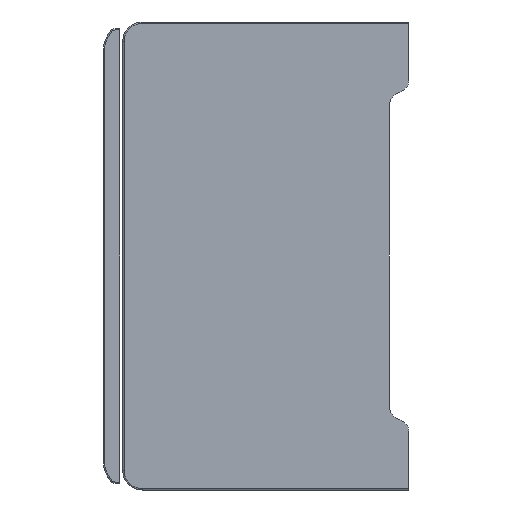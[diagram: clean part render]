
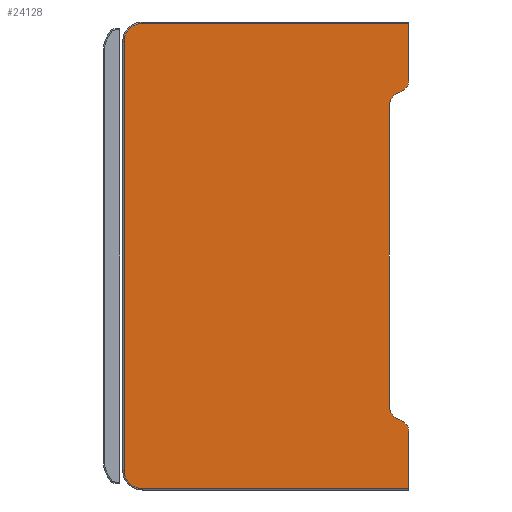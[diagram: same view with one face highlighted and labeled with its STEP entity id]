
A CAD part, left-side view. The second image highlights one B-rep face of the part: STEP entity #24128.
In plain terms, the highlighted planar face has unit normal (-1, 0, 0).
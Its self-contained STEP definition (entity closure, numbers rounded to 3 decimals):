
#4304=CARTESIAN_POINT('',(-88.,1.,23.113));
#4305=DIRECTION('',(1.,0.,0.));
#4306=DIRECTION('',(0.,1.,0.));
#4307=AXIS2_PLACEMENT_3D('',#4304,#4305,#4306);
#4309=DIRECTION('',(0.,0.,1.));
#4310=VECTOR('',#4309,46.226);
#4311=CARTESIAN_POINT('',(-88.,3.,-23.113));
#4312=LINE('',#4311,#4310);
#4313=CARTESIAN_POINT('',(-88.,1.,-23.113));
#4314=DIRECTION('',(1.,0.,0.));
#4315=DIRECTION('',(0.,0.5,-0.866));
#4316=AXIS2_PLACEMENT_3D('',#4313,#4314,#4315);
#4318=DIRECTION('',(0.,0.866,0.5));
#4319=VECTOR('',#4318,1.309);
#4320=CARTESIAN_POINT('',(-88.,0.866,-25.5));
#4321=LINE('',#4320,#4319);
#4322=CARTESIAN_POINT('',(-88.,1.732,-27.));
#4323=DIRECTION('',(1.,0.,0.));
#4324=DIRECTION('',(0.,-0.5,0.866));
#4325=AXIS2_PLACEMENT_3D('',#4322,#4323,#4324);
#4327=DIRECTION('',(0.,0.,-1.));
#4328=VECTOR('',#4327,8.8);
#4329=CARTESIAN_POINT('',(-88.,0.,-27.));
#4330=LINE('',#4329,#4328);
#4331=DIRECTION('',(0.,1.,0.));
#4332=VECTOR('',#4331,41.);
#4333=CARTESIAN_POINT('',(-88.,0.,-35.8));
#4334=LINE('',#4333,#4332);
#4335=CARTESIAN_POINT('',(-88.,41.,-33.));
#4336=DIRECTION('',(1.,0.,0.));
#4337=DIRECTION('',(0.,0.,-1.));
#4338=AXIS2_PLACEMENT_3D('',#4335,#4336,#4337);
#4340=DIRECTION('',(0.,0.,1.));
#4341=VECTOR('',#4340,66.);
#4342=CARTESIAN_POINT('',(-88.,43.8,-33.));
#4343=LINE('',#4342,#4341);
#4344=CARTESIAN_POINT('',(-88.,41.,33.));
#4345=DIRECTION('',(1.,0.,0.));
#4346=DIRECTION('',(0.,1.,0.));
#4347=AXIS2_PLACEMENT_3D('',#4344,#4345,#4346);
#4349=DIRECTION('',(0.,-1.,0.));
#4350=VECTOR('',#4349,41.);
#4351=CARTESIAN_POINT('',(-88.,41.,35.8));
#4352=LINE('',#4351,#4350);
#4353=DIRECTION('',(0.,0.,-1.));
#4354=VECTOR('',#4353,8.8);
#4355=CARTESIAN_POINT('',(-88.,0.,35.8));
#4356=LINE('',#4355,#4354);
#4357=CARTESIAN_POINT('',(-88.,1.732,27.));
#4358=DIRECTION('',(1.,0.,0.));
#4359=DIRECTION('',(0.,-1.,0.));
#4360=AXIS2_PLACEMENT_3D('',#4357,#4358,#4359);
#4362=DIRECTION('',(0.,-0.866,0.5));
#4363=VECTOR('',#4362,1.309);
#4364=CARTESIAN_POINT('',(-88.,2.,24.845));
#4365=LINE('',#4364,#4363);
#15550=CARTESIAN_POINT('',(-88.,0.,35.8));
#15552=VERTEX_POINT('',#15550);
#15553=CARTESIAN_POINT('',(-88.,41.,35.8));
#15554=VERTEX_POINT('',#15553);
#15559=CARTESIAN_POINT('',(-88.,43.8,33.));
#15560=VERTEX_POINT('',#15559);
#15563=CARTESIAN_POINT('',(-88.,43.8,-33.));
#15564=VERTEX_POINT('',#15563);
#15567=CARTESIAN_POINT('',(-88.,41.,-35.8));
#15568=VERTEX_POINT('',#15567);
#15569=CARTESIAN_POINT('',(-88.,0.,-35.8));
#15571=VERTEX_POINT('',#15569);
#15619=CARTESIAN_POINT('',(-88.,3.,23.113));
#15620=CARTESIAN_POINT('',(-88.,2.,24.845));
#15621=VERTEX_POINT('',#15619);
#15622=VERTEX_POINT('',#15620);
#15623=CARTESIAN_POINT('',(-88.,0.866,25.5));
#15624=VERTEX_POINT('',#15623);
#15625=CARTESIAN_POINT('',(-88.,0.,27.));
#15626=VERTEX_POINT('',#15625);
#15627=CARTESIAN_POINT('',(-88.,0.866,-25.5));
#15628=CARTESIAN_POINT('',(-88.,0.,-27.));
#15629=VERTEX_POINT('',#15627);
#15630=VERTEX_POINT('',#15628);
#15631=CARTESIAN_POINT('',(-88.,2.,-24.845));
#15632=VERTEX_POINT('',#15631);
#15633=CARTESIAN_POINT('',(-88.,3.,-23.113));
#15634=VERTEX_POINT('',#15633);
#24106=CARTESIAN_POINT('',(-88.,0.,-36.));
#24107=DIRECTION('',(-1.,0.,0.));
#24108=DIRECTION('',(0.,0.,1.));
#24109=AXIS2_PLACEMENT_3D('',#24106,#24107,#24108);
#24110=PLANE('',#24109);
#24111=ORIENTED_EDGE('',*,*,#19829,.F.);
#24112=ORIENTED_EDGE('',*,*,#19783,.F.);
#24113=ORIENTED_EDGE('',*,*,#19761,.F.);
#24114=ORIENTED_EDGE('',*,*,#19739,.F.);
#24115=ORIENTED_EDGE('',*,*,#19717,.T.);
#24116=ORIENTED_EDGE('',*,*,#19695,.T.);
#24118=ORIENTED_EDGE('',*,*,#24117,.T.);
#24119=ORIENTED_EDGE('',*,*,#24010,.T.);
#24120=ORIENTED_EDGE('',*,*,#24032,.T.);
#24121=ORIENTED_EDGE('',*,*,#24054,.T.);
#24122=ORIENTED_EDGE('',*,*,#24092,.T.);
#24123=ORIENTED_EDGE('',*,*,#19896,.T.);
#24124=ORIENTED_EDGE('',*,*,#19873,.T.);
#24125=ORIENTED_EDGE('',*,*,#19851,.F.);
#24126=EDGE_LOOP('',(#24111,#24112,#24113,#24114,#24115,#24116,#24118,#24119,
#24120,#24121,#24122,#24123,#24124,#24125));
#24127=FACE_OUTER_BOUND('',#24126,.F.);
#24128=ADVANCED_FACE('',(#24127),#24110,.T.);
#4308=CIRCLE('',#4307,2.);
#4317=CIRCLE('',#4316,2.);
#4326=CIRCLE('',#4325,1.732);
#4339=CIRCLE('',#4338,2.8);
#4348=CIRCLE('',#4347,2.8);
#4361=CIRCLE('',#4360,1.732);
#19695=EDGE_CURVE('',#15630,#15571,#4330,.T.);
#19717=EDGE_CURVE('',#15629,#15630,#4326,.T.);
#19739=EDGE_CURVE('',#15629,#15632,#4321,.T.);
#19761=EDGE_CURVE('',#15632,#15634,#4317,.T.);
#19783=EDGE_CURVE('',#15634,#15621,#4312,.T.);
#19829=EDGE_CURVE('',#15621,#15622,#4308,.T.);
#19851=EDGE_CURVE('',#15622,#15624,#4365,.T.);
#19873=EDGE_CURVE('',#15626,#15624,#4361,.T.);
#19896=EDGE_CURVE('',#15552,#15626,#4356,.T.);
#24010=EDGE_CURVE('',#15568,#15564,#4339,.T.);
#24032=EDGE_CURVE('',#15564,#15560,#4343,.T.);
#24054=EDGE_CURVE('',#15560,#15554,#4348,.T.);
#24092=EDGE_CURVE('',#15554,#15552,#4352,.T.);
#24117=EDGE_CURVE('',#15571,#15568,#4334,.T.);
